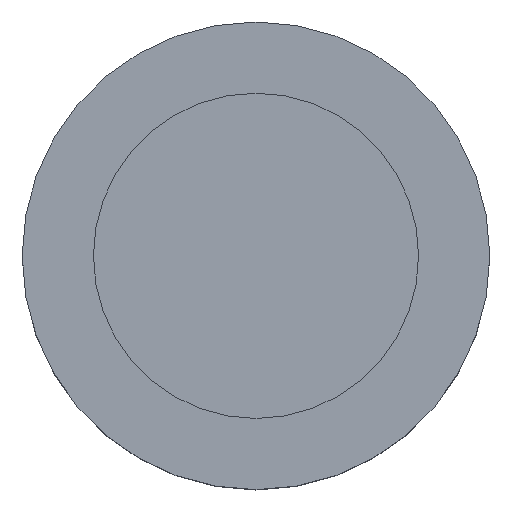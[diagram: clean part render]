
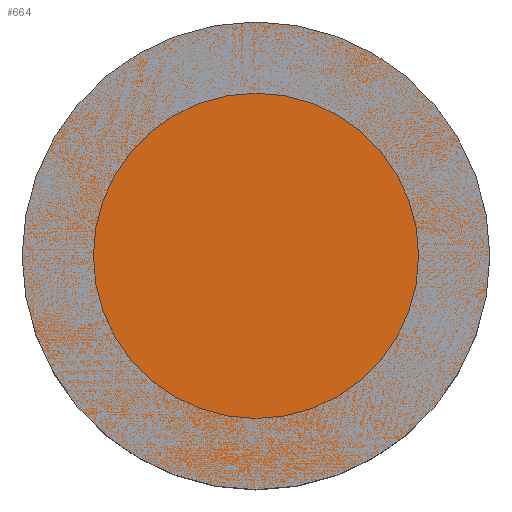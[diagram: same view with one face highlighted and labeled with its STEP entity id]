
A CAD part, top view. The second image highlights one B-rep face of the part: STEP entity #664.
In plain terms, the highlighted planar face has unit normal (0, 0, 1).
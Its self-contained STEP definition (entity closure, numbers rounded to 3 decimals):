
#591 = CYLINDRICAL_SURFACE('',#592,25.222);
#592 = AXIS2_PLACEMENT_3D('',#593,#594,#595);
#593 = CARTESIAN_POINT('',(0.,0.,30.));
#594 = DIRECTION('',(-0.,-0.,-1.));
#595 = DIRECTION('',(1.,0.,0.));
#610 = VERTEX_POINT('',#611);
#611 = CARTESIAN_POINT('',(25.222,0.,50.));
#632 = EDGE_CURVE('',#610,#610,#633,.T.);
#633 = SURFACE_CURVE('',#634,(#639,#646),.PCURVE_S1.);
#634 = CIRCLE('',#635,25.222);
#635 = AXIS2_PLACEMENT_3D('',#636,#637,#638);
#636 = CARTESIAN_POINT('',(0.,0.,50.));
#637 = DIRECTION('',(0.,0.,1.));
#638 = DIRECTION('',(1.,0.,0.));
#639 = PCURVE('',#591,#640);
#640 = DEFINITIONAL_REPRESENTATION('',(#641),#645);
#641 = LINE('',#642,#643);
#642 = CARTESIAN_POINT('',(-0.,-20.));
#643 = VECTOR('',#644,1.);
#644 = DIRECTION('',(-1.,0.));
#645 = ( GEOMETRIC_REPRESENTATION_CONTEXT(2) 
PARAMETRIC_REPRESENTATION_CONTEXT() REPRESENTATION_CONTEXT('2D SPACE',''
  ) );
#646 = PCURVE('',#647,#652);
#647 = PLANE('',#648);
#648 = AXIS2_PLACEMENT_3D('',#649,#650,#651);
#649 = CARTESIAN_POINT('',(25.222,0.,50.));
#650 = DIRECTION('',(0.,0.,-1.));
#651 = DIRECTION('',(-1.,0.,0.));
#652 = DEFINITIONAL_REPRESENTATION('',(#653),#661);
#653 = ( BOUNDED_CURVE() B_SPLINE_CURVE(2,(#654,#655,#656,#657,#658,#659
,#660),.UNSPECIFIED.,.F.,.F.) B_SPLINE_CURVE_WITH_KNOTS((1,2,2,2,2,1),(
    -2.094,0.,2.094,4.189,6.283,
8.378),.UNSPECIFIED.) CURVE() GEOMETRIC_REPRESENTATION_ITEM() 
RATIONAL_B_SPLINE_CURVE((1.,0.5,1.,0.5,1.,0.5,1.)) REPRESENTATION_ITEM(
  '') );
#654 = CARTESIAN_POINT('',(0.,0.));
#655 = CARTESIAN_POINT('',(0.,43.686));
#656 = CARTESIAN_POINT('',(37.833,21.843));
#657 = CARTESIAN_POINT('',(75.666,0.));
#658 = CARTESIAN_POINT('',(37.833,-21.843));
#659 = CARTESIAN_POINT('',(0.,-43.686));
#660 = CARTESIAN_POINT('',(0.,0.));
#661 = ( GEOMETRIC_REPRESENTATION_CONTEXT(2) 
PARAMETRIC_REPRESENTATION_CONTEXT() REPRESENTATION_CONTEXT('2D SPACE',''
  ) );
#664 = ADVANCED_FACE('',(#665),#647,.F.);
#665 = FACE_BOUND('',#666,.T.);
#666 = EDGE_LOOP('',(#667));
#667 = ORIENTED_EDGE('',*,*,#632,.T.);
